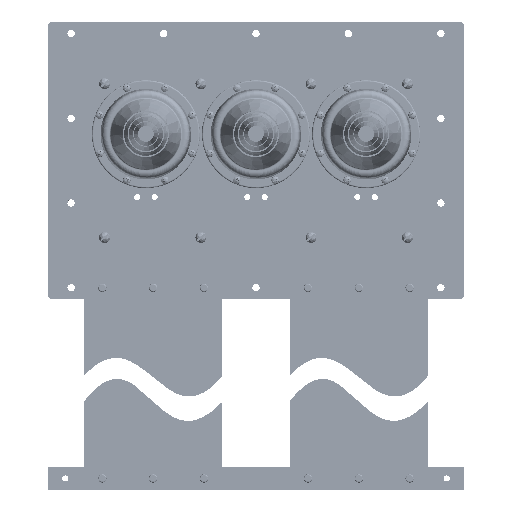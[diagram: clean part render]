
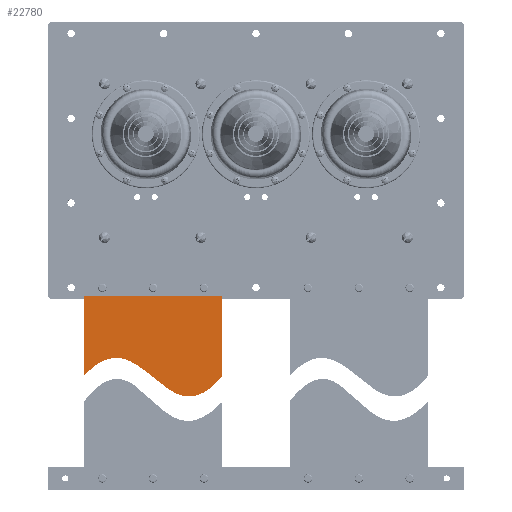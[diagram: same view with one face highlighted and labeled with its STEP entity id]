
A CAD part, top view. The second image highlights one B-rep face of the part: STEP entity #22780.
In plain terms, the highlighted planar face has unit normal (0, 0, 1).
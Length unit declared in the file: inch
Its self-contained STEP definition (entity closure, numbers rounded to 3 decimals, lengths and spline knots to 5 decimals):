
#43 = FACE_BOUND ( 'NONE', #6433, .T. ) ;
#511 = CIRCLE ( 'NONE', #17927, 0.1005 ) ;
#1873 = DIRECTION ( 'NONE',  ( 0., 0., 1. ) ) ;
#1952 = CARTESIAN_POINT ( 'NONE',  ( 0.32048, 3., 0.1 ) ) ;
#2073 = DIRECTION ( 'NONE',  ( 1., 0., 0. ) ) ;
#2210 = DIRECTION ( 'NONE',  ( 0., 0., 1. ) ) ;
#2404 = CARTESIAN_POINT ( 'NONE',  ( 4.2255, 0., 0.1 ) ) ;
#2612 = B_SPLINE_CURVE_WITH_KNOTS ( 'NONE', 3,
 ( #12199, #4013, #23863, #16367 ),
 .UNSPECIFIED., .F., .F.,
 ( 4, 4 ),
 ( 0., 1. ),
 .UNSPECIFIED. ) ;
#2903 = AXIS2_PLACEMENT_3D ( 'NONE', #17114, #1873, #3721 ) ;
#3667 = FACE_BOUND ( 'NONE', #17585, .T. ) ;
#3721 = DIRECTION ( 'NONE',  ( 1., 0., 0. ) ) ;
#4013 = CARTESIAN_POINT ( 'NONE',  ( 3.077, 0.42928, 0.1 ) ) ;
#4067 = DIRECTION ( 'NONE',  ( 1., 0., 0. ) ) ;
#4688 = AXIS2_PLACEMENT_3D ( 'NONE', #18067, #6415, #19990 ) ;
#4755 = CARTESIAN_POINT ( 'NONE',  ( 4.0245, -2.2, 0.1 ) ) ;
#4862 = CARTESIAN_POINT ( 'NONE',  ( 4.5, -3., 0.1 ) ) ;
#5056 = VERTEX_POINT ( 'NONE', #16891 ) ;
#5153 = CIRCLE ( 'NONE', #8273, 0.1005 ) ;
#5177 = DIRECTION ( 'NONE',  ( 0., 0., 1. ) ) ;
#5748 = EDGE_CURVE ( 'NONE', #5056, #6750, #18982, .T. ) ;
#5915 = CARTESIAN_POINT ( 'NONE',  ( 4.125, -2.2, 0.1 ) ) ;
#6134 = EDGE_CURVE ( 'NONE', #20148, #16155, #14400, .T. ) ;
#6366 = CARTESIAN_POINT ( 'NONE',  ( 4.2255, -2.2, 0.1 ) ) ;
#6415 = DIRECTION ( 'NONE',  ( 0., 0., 1. ) ) ;
#6433 = EDGE_LOOP ( 'NONE', ( #20383, #11542 ) ) ;
#6532 = CIRCLE ( 'NONE', #16059, 0.1005 ) ;
#6645 = ORIENTED_EDGE ( 'NONE', *, *, #22456, .T. ) ;
#6750 = VERTEX_POINT ( 'NONE', #23079 ) ;
#6929 = CIRCLE ( 'NONE', #4688, 0.1005 ) ;
#7118 = DIRECTION ( 'NONE',  ( 1., 0., 0. ) ) ;
#7418 = VECTOR ( 'NONE', #19632, 39.37008 ) ;
#7792 = DIRECTION ( 'NONE',  ( 0., 0., 1. ) ) ;
#7797 = ORIENTED_EDGE ( 'NONE', *, *, #22790, .T. ) ;
#8273 = AXIS2_PLACEMENT_3D ( 'NONE', #9964, #2210, #20972 ) ;
#8274 = VECTOR ( 'NONE', #4067, 39.37008 ) ;
#8495 = CIRCLE ( 'NONE', #23446, 0.1005 ) ;
#8665 = CARTESIAN_POINT ( 'NONE',  ( 4.2255, 2.2, 0.1 ) ) ;
#8845 = EDGE_LOOP ( 'NONE', ( #11511, #16215 ) ) ;
#9177 = CARTESIAN_POINT ( 'NONE',  ( 4.125, 0., 0.1 ) ) ;
#9774 = CARTESIAN_POINT ( 'NONE',  ( 4.125, 2.2, 0.1 ) ) ;
#9964 = CARTESIAN_POINT ( 'NONE',  ( 4.125, 2.2, 0.1 ) ) ;
#10043 = CARTESIAN_POINT ( 'NONE',  ( 4.5, -3., 0.1 ) ) ;
#10207 = VERTEX_POINT ( 'NONE', #6366 ) ;
#11260 = VERTEX_POINT ( 'NONE', #14957 ) ;
#11511 = ORIENTED_EDGE ( 'NONE', *, *, #14514, .F. ) ;
#11526 = CARTESIAN_POINT ( 'NONE',  ( 0.32048, -3., 0.1 ) ) ;
#11542 = ORIENTED_EDGE ( 'NONE', *, *, #24857, .F. ) ;
#11562 = VERTEX_POINT ( 'NONE', #8665 ) ;
#11616 = LINE ( 'NONE', #15582, #8274 ) ;
#11817 = EDGE_CURVE ( 'NONE', #15643, #10207, #6532, .T. ) ;
#12199 = CARTESIAN_POINT ( 'NONE',  ( 0.32048, 3., 0.1 ) ) ;
#12836 = FACE_OUTER_BOUND ( 'NONE', #21054, .T. ) ;
#13128 = FACE_BOUND ( 'NONE', #8845, .T. ) ;
#14400 = CIRCLE ( 'NONE', #20529, 0.1005 ) ;
#14514 = EDGE_CURVE ( 'NONE', #10207, #15643, #511, .T. ) ;
#14711 = VERTEX_POINT ( 'NONE', #11526 ) ;
#14957 = CARTESIAN_POINT ( 'NONE',  ( 4.0245, 2.2, 0.1 ) ) ;
#15012 = CARTESIAN_POINT ( 'NONE',  ( 4.125, -2.2, 0.1 ) ) ;
#15582 = CARTESIAN_POINT ( 'NONE',  ( 0.32048, -3., 0.1 ) ) ;
#15643 = VERTEX_POINT ( 'NONE', #4755 ) ;
#15816 = DIRECTION ( 'NONE',  ( 0., 0., 1. ) ) ;
#15883 = ORIENTED_EDGE ( 'NONE', *, *, #16645, .T. ) ;
#15948 = LINE ( 'NONE', #4862, #23460 ) ;
#16059 = AXIS2_PLACEMENT_3D ( 'NONE', #5915, #7792, #2073 ) ;
#16155 = VERTEX_POINT ( 'NONE', #20989 ) ;
#16215 = ORIENTED_EDGE ( 'NONE', *, *, #11817, .F. ) ;
#16367 = CARTESIAN_POINT ( 'NONE',  ( 0.32048, -3., 0.1 ) ) ;
#16645 = EDGE_CURVE ( 'NONE', #23035, #5056, #15948, .T. ) ;
#16891 = CARTESIAN_POINT ( 'NONE',  ( 4.5, 3., 0.1 ) ) ;
#17002 = DIRECTION ( 'NONE',  ( 1., 0., 0. ) ) ;
#17028 = PLANE ( 'NONE',  #2903 ) ;
#17114 = CARTESIAN_POINT ( 'NONE',  ( 0.22318, -0.03068, 0.1 ) ) ;
#17510 = DIRECTION ( 'NONE',  ( 1., 0., 0. ) ) ;
#17585 = EDGE_LOOP ( 'NONE', ( #21392, #24644 ) ) ;
#17927 = AXIS2_PLACEMENT_3D ( 'NONE', #15012, #22692, #7118 ) ;
#18067 = CARTESIAN_POINT ( 'NONE',  ( 4.125, 0., 0.1 ) ) ;
#18471 = DIRECTION ( 'NONE',  ( 0., 1., 0. ) ) ;
#18982 = LINE ( 'NONE', #1952, #7418 ) ;
#19561 = ORIENTED_EDGE ( 'NONE', *, *, #5748, .T. ) ;
#19632 = DIRECTION ( 'NONE',  ( -1., 0., 0. ) ) ;
#19990 = DIRECTION ( 'NONE',  ( 1., 0., 0. ) ) ;
#20148 = VERTEX_POINT ( 'NONE', #2404 ) ;
#20383 = ORIENTED_EDGE ( 'NONE', *, *, #21194, .F. ) ;
#20529 = AXIS2_PLACEMENT_3D ( 'NONE', #9177, #5177, #17002 ) ;
#20858 = EDGE_CURVE ( 'NONE', #16155, #20148, #6929, .T. ) ;
#20972 = DIRECTION ( 'NONE',  ( 1., 0., 0. ) ) ;
#20989 = CARTESIAN_POINT ( 'NONE',  ( 4.0245, 0., 0.1 ) ) ;
#21054 = EDGE_LOOP ( 'NONE', ( #15883, #19561, #6645, #7797 ) ) ;
#21194 = EDGE_CURVE ( 'NONE', #11562, #11260, #5153, .T. ) ;
#21392 = ORIENTED_EDGE ( 'NONE', *, *, #6134, .F. ) ;
#22456 = EDGE_CURVE ( 'NONE', #6750, #14711, #2612, .T. ) ;
#22692 = DIRECTION ( 'NONE',  ( 0., 0., 1. ) ) ;
#22780 = ADVANCED_FACE ( 'NONE', ( #43, #3667, #13128, #12836 ), #17028, .T. ) ;
#22790 = EDGE_CURVE ( 'NONE', #14711, #23035, #11616, .T. ) ;
#23035 = VERTEX_POINT ( 'NONE', #10043 ) ;
#23079 = CARTESIAN_POINT ( 'NONE',  ( 0.32048, 3., 0.1 ) ) ;
#23446 = AXIS2_PLACEMENT_3D ( 'NONE', #9774, #15816, #17510 ) ;
#23460 = VECTOR ( 'NONE', #18471, 39.37008 ) ;
#23863 = CARTESIAN_POINT ( 'NONE',  ( -2.69549, -0.5111, 0.1 ) ) ;
#24644 = ORIENTED_EDGE ( 'NONE', *, *, #20858, .F. ) ;
#24857 = EDGE_CURVE ( 'NONE', #11260, #11562, #8495, .T. ) ;
